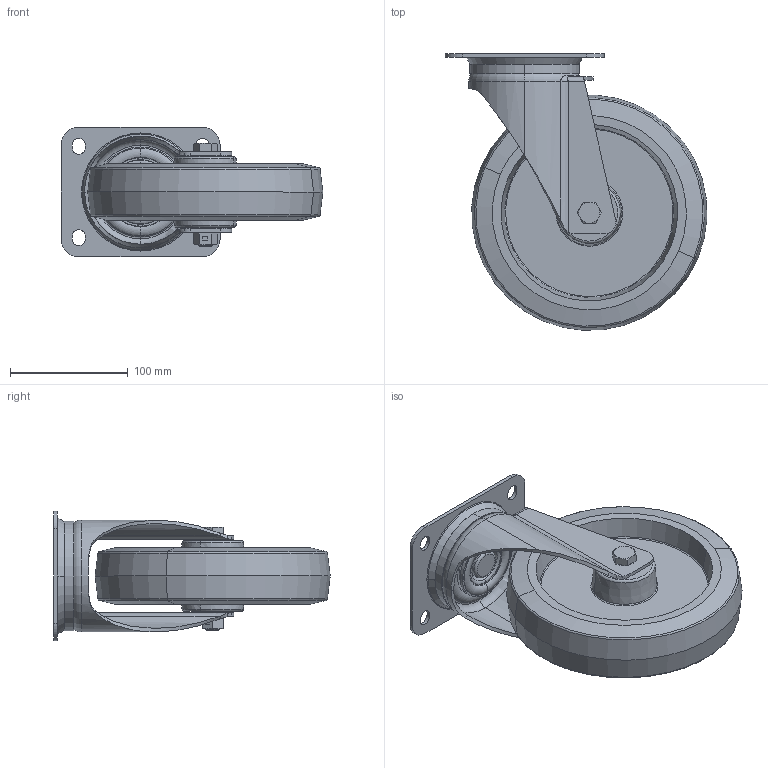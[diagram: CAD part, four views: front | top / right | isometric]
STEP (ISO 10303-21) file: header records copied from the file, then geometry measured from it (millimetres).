
FILE_DESCRIPTION (( 'STEP AP214' ), '1' );
FILE_NAME ('0055657.step', '2023-07-26T12:40:23', ( '' ), ( '' ), 'SwSTEP 2.0', 'SolidWorks 2020', '' );
FILE_SCHEMA (( 'AUTOMOTIVE_DESIGN' ));
Length unit declared in the file: millimetre
Products named in the file (1): 0055657
Bounding box: 222.34 x 234.84 x 110 mm (x, y, z)
Volume: 1082208.2 mm3; surface area: 276317.8 mm2
Topology: 16 solids, 16 shells, 369 faces, 821 edges, 479 vertices
Faces by surface type: torus 94, plane 87, cone 76, cylinder 66, sphere 24, bspline 22
Entity records: 17102 total; most frequent: CARTESIAN_POINT 4890, DIRECTION 1801, ORIENTED_EDGE 1546, AXIS2_PLACEMENT_3D 783, EDGE_CURVE 773, VERTEX_POINT 455, CIRCLE 435, EDGE_LOOP 412
